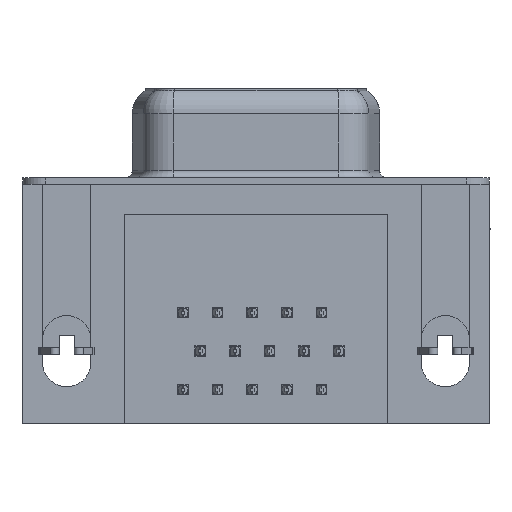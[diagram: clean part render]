
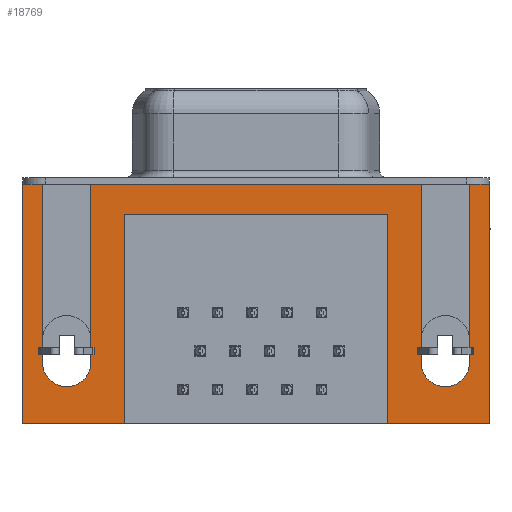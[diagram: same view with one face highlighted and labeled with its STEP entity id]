
A CAD part, front view. The second image highlights one B-rep face of the part: STEP entity #18769.
In plain terms, the highlighted planar face has unit normal (0, -1, 0).
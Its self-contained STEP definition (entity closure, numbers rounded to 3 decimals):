
#227 = DIRECTION ( 'NONE',  ( 0., 0., -1. ) ) ;
#504 = VERTEX_POINT ( 'NONE', #25738 ) ;
#507 = VECTOR ( 'NONE', #3471, 1000. ) ;
#631 = EDGE_CURVE ( 'NONE', #10313, #29973, #11413, .T. ) ;
#657 = LINE ( 'NONE', #28165, #24447 ) ;
#724 = ORIENTED_EDGE ( 'NONE', *, *, #20979, .F. ) ;
#812 = EDGE_CURVE ( 'NONE', #31314, #31768, #657, .T. ) ;
#1221 = LINE ( 'NONE', #28568, #18998 ) ;
#1407 = LINE ( 'NONE', #21838, #11620 ) ;
#1599 = CARTESIAN_POINT ( 'NONE',  ( 21.2, -6.275, -15.8 ) ) ;
#2264 = ORIENTED_EDGE ( 'NONE', *, *, #2606, .F. ) ;
#2430 = DIRECTION ( 'NONE',  ( -1., 0., 0. ) ) ;
#2463 = CARTESIAN_POINT ( 'NONE',  ( 27.9, -6.275, -15.8 ) ) ;
#2606 = EDGE_CURVE ( 'NONE', #31768, #29414, #22241, .T. ) ;
#2654 = ORIENTED_EDGE ( 'NONE', *, *, #12930, .F. ) ;
#3008 = VERTEX_POINT ( 'NONE', #25002 ) ;
#3342 = EDGE_CURVE ( 'NONE', #3008, #23602, #1407, .T. ) ;
#3471 = DIRECTION ( 'NONE',  ( 0., 0., 1. ) ) ;
#3801 = CARTESIAN_POINT ( 'NONE',  ( -2.91, -6.275, 0. ) ) ;
#3859 = VECTOR ( 'NONE', #17560, 1000. ) ;
#4102 = DIRECTION ( 'NONE',  ( 1., 0., 0. ) ) ;
#4174 = DIRECTION ( 'NONE',  ( -1., 0., 0. ) ) ;
#4349 = LINE ( 'NONE', #4846, #3859 ) ;
#4369 = ORIENTED_EDGE ( 'NONE', *, *, #631, .F. ) ;
#4770 = CARTESIAN_POINT ( 'NONE',  ( -2.91, -6.275, 0. ) ) ;
#4846 = CARTESIAN_POINT ( 'NONE',  ( 3.79, -6.275, -2. ) ) ;
#5174 = LINE ( 'NONE', #25108, #15762 ) ;
#5282 = VECTOR ( 'NONE', #6853, 1000. ) ;
#5705 = EDGE_CURVE ( 'NONE', #504, #28070, #9962, .T. ) ;
#5743 = EDGE_LOOP ( 'NONE', ( #8488, #14003, #23569, #4369, #19887, #6792, #724, #2264, #17488, #20746, #2654, #19422, #32449, #15856, #15649, #9345 ) ) ;
#5757 = VECTOR ( 'NONE', #4174, 1000. ) ;
#5943 = VECTOR ( 'NONE', #25347, 1000. ) ;
#5945 = LINE ( 'NONE', #16022, #507 ) ;
#6066 = VECTOR ( 'NONE', #29157, 1000. ) ;
#6173 = LINE ( 'NONE', #25608, #23231 ) ;
#6477 = CARTESIAN_POINT ( 'NONE',  ( 27.9, -6.275, 0. ) ) ;
#6493 = CARTESIAN_POINT ( 'NONE',  ( 26.59, -6.275, 0. ) ) ;
#6792 = ORIENTED_EDGE ( 'NONE', *, *, #5705, .F. ) ;
#6841 = CARTESIAN_POINT ( 'NONE',  ( 3.79, -6.275, -2. ) ) ;
#6853 = DIRECTION ( 'NONE',  ( 0., 0., 1. ) ) ;
#6870 = EDGE_CURVE ( 'NONE', #9156, #28855, #5945, .T. ) ;
#7690 = EDGE_CURVE ( 'NONE', #11418, #3008, #5174, .T. ) ;
#7816 = PLANE ( 'NONE',  #16907 ) ;
#7866 = VERTEX_POINT ( 'NONE', #16395 ) ;
#8428 = VERTEX_POINT ( 'NONE', #6493 ) ;
#8488 = ORIENTED_EDGE ( 'NONE', *, *, #9793, .F. ) ;
#8532 = EDGE_CURVE ( 'NONE', #9156, #11418, #11944, .T. ) ;
#9080 = DIRECTION ( 'NONE',  ( 0., 0., -1. ) ) ;
#9156 = VERTEX_POINT ( 'NONE', #11202 ) ;
#9247 = CARTESIAN_POINT ( 'NONE',  ( -2.91, -6.275, 0. ) ) ;
#9345 = ORIENTED_EDGE ( 'NONE', *, *, #17779, .F. ) ;
#9793 = EDGE_CURVE ( 'NONE', #7866, #8428, #12301, .T. ) ;
#9962 = CIRCLE ( 'NONE', #22566, 1.6 ) ;
#10191 = CIRCLE ( 'NONE', #28576, 1.6 ) ;
#10313 = VERTEX_POINT ( 'NONE', #30833 ) ;
#10563 = DIRECTION ( 'NONE',  ( 0., 0., 1. ) ) ;
#10793 = CARTESIAN_POINT ( 'NONE',  ( -2.91, -6.275, -2.5 ) ) ;
#10929 = EDGE_CURVE ( 'NONE', #28070, #10313, #1221, .T. ) ;
#11202 = CARTESIAN_POINT ( 'NONE',  ( 27.9, -6.275, -15.8 ) ) ;
#11413 = LINE ( 'NONE', #3801, #6066 ) ;
#11418 = VERTEX_POINT ( 'NONE', #1599 ) ;
#11620 = VECTOR ( 'NONE', #31377, 1000. ) ;
#11925 = CARTESIAN_POINT ( 'NONE',  ( -2.91, -6.275, -15.8 ) ) ;
#11944 = LINE ( 'NONE', #14926, #5757 ) ;
#12301 = LINE ( 'NONE', #26929, #5282 ) ;
#12457 = EDGE_CURVE ( 'NONE', #20403, #7866, #10191, .T. ) ;
#12649 = CARTESIAN_POINT ( 'NONE',  ( 23.39, -6.275, 0. ) ) ;
#12930 = EDGE_CURVE ( 'NONE', #23602, #13838, #4349, .T. ) ;
#13731 = CARTESIAN_POINT ( 'NONE',  ( 24.99, -6.275, -11.78 ) ) ;
#13838 = VERTEX_POINT ( 'NONE', #29644 ) ;
#14003 = ORIENTED_EDGE ( 'NONE', *, *, #12457, .F. ) ;
#14514 = CARTESIAN_POINT ( 'NONE',  ( 0., -6.275, -11.78 ) ) ;
#14926 = CARTESIAN_POINT ( 'NONE',  ( 27.9, -6.275, -15.8 ) ) ;
#15029 = LINE ( 'NONE', #2463, #5943 ) ;
#15156 = DIRECTION ( 'NONE',  ( 0., -1., 0. ) ) ;
#15649 = ORIENTED_EDGE ( 'NONE', *, *, #6870, .T. ) ;
#15762 = VECTOR ( 'NONE', #25269, 1000. ) ;
#15856 = ORIENTED_EDGE ( 'NONE', *, *, #8532, .F. ) ;
#15915 = EDGE_CURVE ( 'NONE', #13838, #31314, #15029, .T. ) ;
#16022 = CARTESIAN_POINT ( 'NONE',  ( 27.9, -6.275, -2.5 ) ) ;
#16395 = CARTESIAN_POINT ( 'NONE',  ( 26.59, -6.275, -11.78 ) ) ;
#16907 = AXIS2_PLACEMENT_3D ( 'NONE', #10793, #30850, #227 ) ;
#17005 = LINE ( 'NONE', #18975, #20707 ) ;
#17488 = ORIENTED_EDGE ( 'NONE', *, *, #812, .F. ) ;
#17560 = DIRECTION ( 'NONE',  ( 0., 0., -1. ) ) ;
#17779 = EDGE_CURVE ( 'NONE', #8428, #28855, #6173, .T. ) ;
#18769 = ADVANCED_FACE ( 'NONE', ( #23285 ), #7816, .T. ) ;
#18975 = CARTESIAN_POINT ( 'NONE',  ( -1.6, -6.275, 0. ) ) ;
#18998 = VECTOR ( 'NONE', #31352, 1000. ) ;
#19422 = ORIENTED_EDGE ( 'NONE', *, *, #3342, .F. ) ;
#19766 = DIRECTION ( 'NONE',  ( 0., -1., 0. ) ) ;
#19887 = ORIENTED_EDGE ( 'NONE', *, *, #10929, .F. ) ;
#20403 = VERTEX_POINT ( 'NONE', #28555 ) ;
#20707 = VECTOR ( 'NONE', #9080, 1000. ) ;
#20746 = ORIENTED_EDGE ( 'NONE', *, *, #15915, .F. ) ;
#20836 = DIRECTION ( 'NONE',  ( 1., 0., 0. ) ) ;
#20979 = EDGE_CURVE ( 'NONE', #29414, #504, #17005, .T. ) ;
#21838 = CARTESIAN_POINT ( 'NONE',  ( 3.79, -6.275, -2. ) ) ;
#22241 = LINE ( 'NONE', #9247, #31757 ) ;
#22566 = AXIS2_PLACEMENT_3D ( 'NONE', #14514, #19766, #4102 ) ;
#23231 = VECTOR ( 'NONE', #20836, 1000. ) ;
#23285 = FACE_OUTER_BOUND ( 'NONE', #5743, .T. ) ;
#23569 = ORIENTED_EDGE ( 'NONE', *, *, #25305, .F. ) ;
#23602 = VERTEX_POINT ( 'NONE', #6841 ) ;
#24002 = CARTESIAN_POINT ( 'NONE',  ( 1.6, -6.275, -11.78 ) ) ;
#24447 = VECTOR ( 'NONE', #10563, 1000. ) ;
#24694 = LINE ( 'NONE', #29304, #32323 ) ;
#25002 = CARTESIAN_POINT ( 'NONE',  ( 21.2, -6.275, -2. ) ) ;
#25108 = CARTESIAN_POINT ( 'NONE',  ( 21.2, -6.275, -2. ) ) ;
#25269 = DIRECTION ( 'NONE',  ( 0., 0., 1. ) ) ;
#25305 = EDGE_CURVE ( 'NONE', #29973, #20403, #24694, .T. ) ;
#25347 = DIRECTION ( 'NONE',  ( -1., 0., 0. ) ) ;
#25608 = CARTESIAN_POINT ( 'NONE',  ( -2.91, -6.275, 0. ) ) ;
#25738 = CARTESIAN_POINT ( 'NONE',  ( -1.6, -6.275, -11.78 ) ) ;
#26517 = DIRECTION ( 'NONE',  ( 1., 0., 0. ) ) ;
#26828 = DIRECTION ( 'NONE',  ( 0., 0., -1. ) ) ;
#26929 = CARTESIAN_POINT ( 'NONE',  ( 26.59, -6.275, 0. ) ) ;
#28070 = VERTEX_POINT ( 'NONE', #24002 ) ;
#28165 = CARTESIAN_POINT ( 'NONE',  ( -2.91, -6.275, -2.5 ) ) ;
#28485 = CARTESIAN_POINT ( 'NONE',  ( -1.6, -6.275, 0. ) ) ;
#28555 = CARTESIAN_POINT ( 'NONE',  ( 23.39, -6.275, -11.78 ) ) ;
#28568 = CARTESIAN_POINT ( 'NONE',  ( 1.6, -6.275, 0. ) ) ;
#28576 = AXIS2_PLACEMENT_3D ( 'NONE', #13731, #15156, #2430 ) ;
#28855 = VERTEX_POINT ( 'NONE', #6477 ) ;
#29157 = DIRECTION ( 'NONE',  ( 1., 0., 0. ) ) ;
#29304 = CARTESIAN_POINT ( 'NONE',  ( 23.39, -6.275, 0. ) ) ;
#29414 = VERTEX_POINT ( 'NONE', #28485 ) ;
#29644 = CARTESIAN_POINT ( 'NONE',  ( 3.79, -6.275, -15.8 ) ) ;
#29973 = VERTEX_POINT ( 'NONE', #12649 ) ;
#30833 = CARTESIAN_POINT ( 'NONE',  ( 1.6, -6.275, 0. ) ) ;
#30850 = DIRECTION ( 'NONE',  ( 0., -1., 0. ) ) ;
#31314 = VERTEX_POINT ( 'NONE', #11925 ) ;
#31352 = DIRECTION ( 'NONE',  ( 0., 0., 1. ) ) ;
#31377 = DIRECTION ( 'NONE',  ( -1., 0., 0. ) ) ;
#31757 = VECTOR ( 'NONE', #26517, 1000. ) ;
#31768 = VERTEX_POINT ( 'NONE', #4770 ) ;
#32323 = VECTOR ( 'NONE', #26828, 1000. ) ;
#32449 = ORIENTED_EDGE ( 'NONE', *, *, #7690, .F. ) ;
